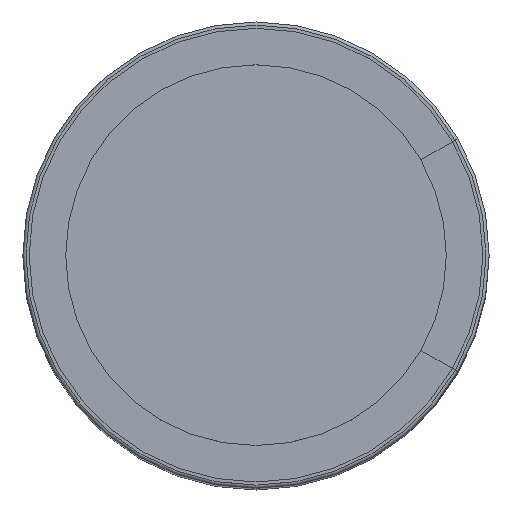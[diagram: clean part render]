
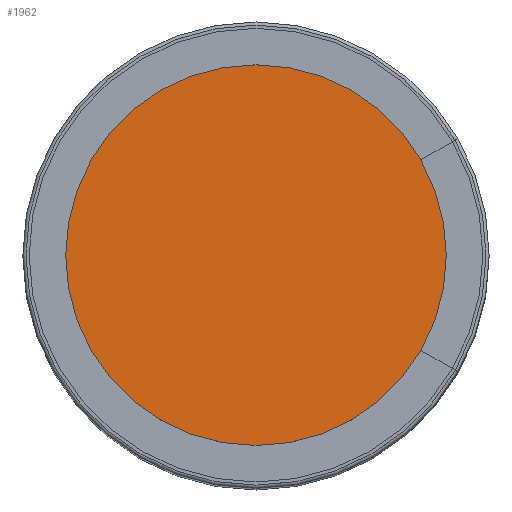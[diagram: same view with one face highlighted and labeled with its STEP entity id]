
A CAD part, top view. The second image highlights one B-rep face of the part: STEP entity #1962.
In plain terms, the highlighted planar face has unit normal (0, 0, 1).
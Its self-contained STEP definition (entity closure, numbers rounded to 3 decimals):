
#1771 = TOROIDAL_SURFACE('',#1772,7.15,0.1);
#1772 = AXIS2_PLACEMENT_3D('',#1773,#1774,#1775);
#1773 = CARTESIAN_POINT('',(0.,0.,1.63));
#1774 = DIRECTION('',(0.,0.,-1.));
#1775 = DIRECTION('',(1.,0.,0.));
#1840 = VERTEX_POINT('',#1841);
#1841 = CARTESIAN_POINT('',(7.15,0.,1.73));
#1909 = EDGE_CURVE('',#1840,#1840,#1910,.T.);
#1910 = SURFACE_CURVE('',#1911,(#1916,#1945),.PCURVE_S1.);
#1911 = CIRCLE('',#1912,7.15);
#1912 = AXIS2_PLACEMENT_3D('',#1913,#1914,#1915);
#1913 = CARTESIAN_POINT('',(0.,0.,1.73));
#1914 = DIRECTION('',(0.,0.,-1.));
#1915 = DIRECTION('',(-1.,0.,0.));
#1916 = PCURVE('',#1771,#1917);
#1917 = DEFINITIONAL_REPRESENTATION('',(#1918),#1944);
#1918 = B_SPLINE_CURVE_WITH_KNOTS('',3,(#1919,#1920,#1921,#1922,#1923,
    #1924,#1925,#1926,#1927,#1928,#1929,#1930,#1931,#1932,#1933,#1934,
    #1935,#1936,#1937,#1938,#1939,#1940,#1941,#1942,#1943),
  .UNSPECIFIED.,.F.,.F.,(4,1,1,1,1,1,1,1,1,1,1,1,1,1,1,1,1,1,1,1,1,1,4),
  (3.142,3.427,3.713,3.998,
    4.284,4.57,4.855,5.141,
    5.426,5.712,5.998,6.283,
    6.569,6.854,7.14,7.426,
    7.711,7.997,8.282,8.568,
    8.854,9.139,9.425),.UNSPECIFIED.);
#1919 = CARTESIAN_POINT('',(0.,4.712));
#1920 = CARTESIAN_POINT('',(0.095,4.712));
#1921 = CARTESIAN_POINT('',(0.286,4.712));
#1922 = CARTESIAN_POINT('',(0.571,4.712));
#1923 = CARTESIAN_POINT('',(0.857,4.712));
#1924 = CARTESIAN_POINT('',(1.142,4.712));
#1925 = CARTESIAN_POINT('',(1.428,4.712));
#1926 = CARTESIAN_POINT('',(1.714,4.712));
#1927 = CARTESIAN_POINT('',(1.999,4.712));
#1928 = CARTESIAN_POINT('',(2.285,4.712));
#1929 = CARTESIAN_POINT('',(2.57,4.712));
#1930 = CARTESIAN_POINT('',(2.856,4.712));
#1931 = CARTESIAN_POINT('',(3.142,4.712));
#1932 = CARTESIAN_POINT('',(3.427,4.712));
#1933 = CARTESIAN_POINT('',(3.713,4.712));
#1934 = CARTESIAN_POINT('',(3.998,4.712));
#1935 = CARTESIAN_POINT('',(4.284,4.712));
#1936 = CARTESIAN_POINT('',(4.57,4.712));
#1937 = CARTESIAN_POINT('',(4.855,4.712));
#1938 = CARTESIAN_POINT('',(5.141,4.712));
#1939 = CARTESIAN_POINT('',(5.426,4.712));
#1940 = CARTESIAN_POINT('',(5.712,4.712));
#1941 = CARTESIAN_POINT('',(5.998,4.712));
#1942 = CARTESIAN_POINT('',(6.188,4.712));
#1943 = CARTESIAN_POINT('',(6.283,4.712));
#1944 = ( GEOMETRIC_REPRESENTATION_CONTEXT(2) 
PARAMETRIC_REPRESENTATION_CONTEXT() REPRESENTATION_CONTEXT('2D SPACE',''
  ) );
#1945 = PCURVE('',#1946,#1951);
#1946 = PLANE('',#1947);
#1947 = AXIS2_PLACEMENT_3D('',#1948,#1949,#1950);
#1948 = CARTESIAN_POINT('',(7.865,7.865,1.73));
#1949 = DIRECTION('',(0.,0.,1.));
#1950 = DIRECTION('',(-1.,0.,0.));
#1951 = DEFINITIONAL_REPRESENTATION('',(#1952),#1960);
#1952 = ( BOUNDED_CURVE() B_SPLINE_CURVE(2,(#1953,#1954,#1955,#1956,
#1957,#1958,#1959),.UNSPECIFIED.,.T.,.F.) B_SPLINE_CURVE_WITH_KNOTS((1,2
    ,2,2,2,1),(-2.094,0.,2.094,4.189,
6.283,8.378),.UNSPECIFIED.) CURVE() 
GEOMETRIC_REPRESENTATION_ITEM() RATIONAL_B_SPLINE_CURVE((1.,0.5,1.,0.5,
1.,0.5,1.)) REPRESENTATION_ITEM('') );
#1953 = CARTESIAN_POINT('',(15.015,7.865));
#1954 = CARTESIAN_POINT('',(15.015,-4.519));
#1955 = CARTESIAN_POINT('',(4.29,1.673));
#1956 = CARTESIAN_POINT('',(-6.435,7.865));
#1957 = CARTESIAN_POINT('',(4.29,14.057));
#1958 = CARTESIAN_POINT('',(15.015,20.249));
#1959 = CARTESIAN_POINT('',(15.015,7.865));
#1960 = ( GEOMETRIC_REPRESENTATION_CONTEXT(2) 
PARAMETRIC_REPRESENTATION_CONTEXT() REPRESENTATION_CONTEXT('2D SPACE',''
  ) );
#1962 = ADVANCED_FACE('',(#1963),#1946,.T.);
#1963 = FACE_BOUND('',#1964,.T.);
#1964 = EDGE_LOOP('',(#1965));
#1965 = ORIENTED_EDGE('',*,*,#1909,.F.);
